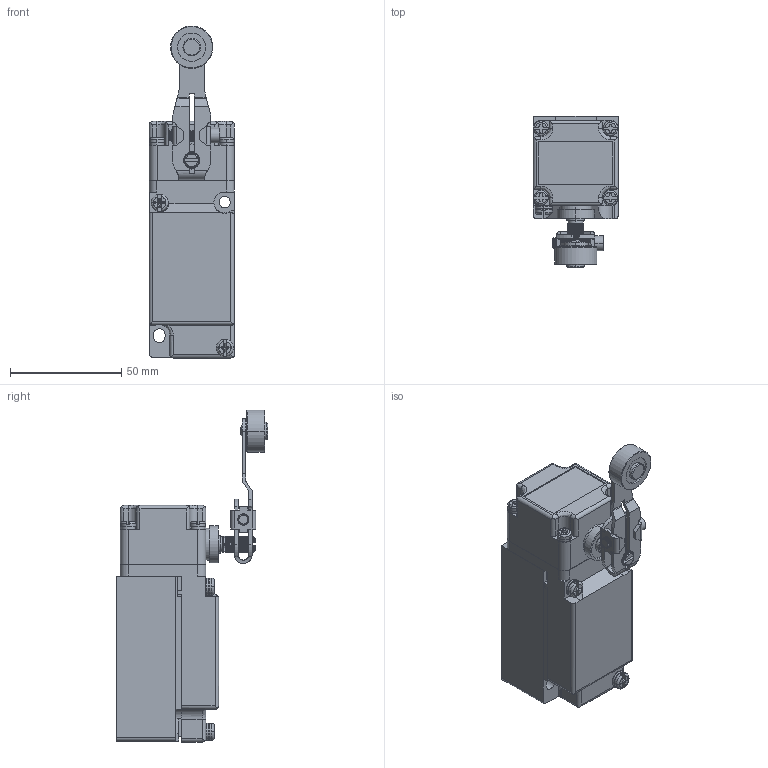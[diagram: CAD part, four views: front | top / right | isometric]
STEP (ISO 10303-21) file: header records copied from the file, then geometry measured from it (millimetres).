
FILE_DESCRIPTION (( 'STEP AP203' ), '1' );
FILE_NAME ('F25ASRL549.STEP', '2016-07-20T13:05:18', ( 'Sam' ), ( 'Spade' ), 'SwSTEP 2.0', 'SolidWorks 2002296', '' );
FILE_SCHEMA (( 'CONFIG_CONTROL_DESIGN' ));
Length unit declared in the file: inch
Products named in the file (18): Imported181; Imported167; Imported170; Imported169; Imported168; Imported174; Imported173; Imported172; Imported171; Imported177; Imported176; Imported175; Imported183; Imported182; F25ASRL549; Imported179; Imported180; Imported178
Assembly tree (17 placements, depth 2):
  F25ASRL549
    Imported181
    Imported171
    Imported176
    Imported167
    Imported177
    Imported180
    Imported169
    Imported168
    Imported173
    Imported182
    Imported175
    Imported183
    Imported170
    Imported178
    Imported172
    Imported174
    Imported179
Bounding box: 38.61 x 68.01 x 149.15 mm (x, y, z)
Volume: 169882.3 mm3; surface area: 47910.7 mm2
Topology: 17 solids, 17 shells, 927 faces, 2371 edges, 1504 vertices
Faces by surface type: plane 512, cylinder 233, cone 149, bspline 33
Entity records: 30984 total; most frequent: CARTESIAN_POINT 6544, ORIENTED_EDGE 4742, DIRECTION 4713, EDGE_CURVE 2371, AXIS2_PLACEMENT_3D 1651, VERTEX_POINT 1504, LINE 1411, VECTOR 1411
